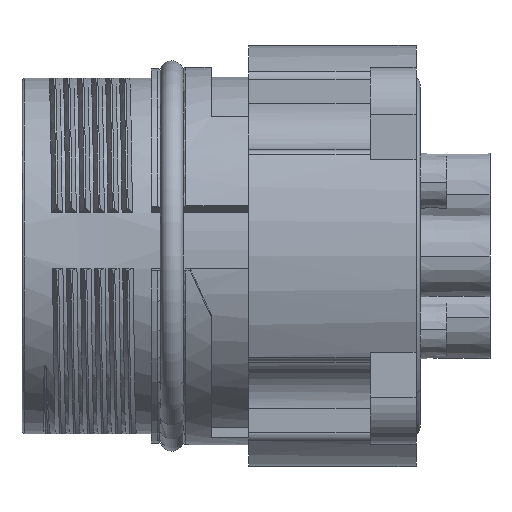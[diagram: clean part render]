
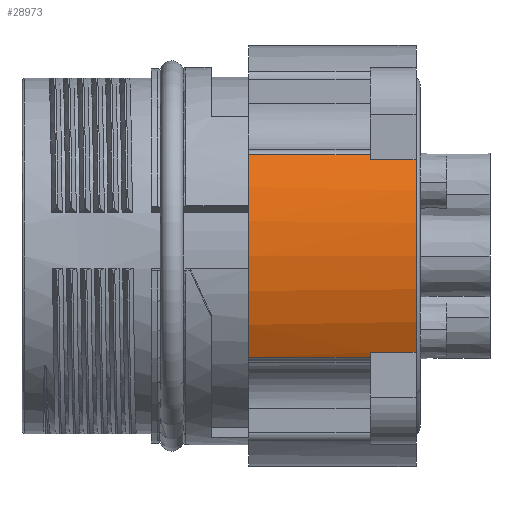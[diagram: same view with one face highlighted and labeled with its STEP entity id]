
A CAD part, left-side view. The second image highlights one B-rep face of the part: STEP entity #28973.
In plain terms, the highlighted cylindrical face has radius 22.5 mm (diameter 45 mm), a partial arc.
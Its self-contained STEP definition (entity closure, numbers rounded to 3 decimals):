
#2682=CARTESIAN_POINT('',(0.,-6.1,0.));
#2683=DIRECTION('',(0.,1.,0.));
#2684=DIRECTION('',(-0.889,0.,-0.458));
#2685=AXIS2_PLACEMENT_3D('',#2682,#2683,#2684);
#3135=CARTESIAN_POINT('',(0.,-1.2,0.));
#3136=DIRECTION('',(0.,1.,0.));
#3137=DIRECTION('',(-0.889,0.,0.458));
#3138=AXIS2_PLACEMENT_3D('',#3135,#3136,#3137);
#3187=DIRECTION('',(0.,-1.,0.));
#3188=VECTOR('',#3187,4.9);
#3189=CARTESIAN_POINT('',(-20.,-1.2,10.308));
#3190=LINE('',#3189,#3188);
#3191=DIRECTION('',(0.,1.,0.));
#3192=VECTOR('',#3191,4.9);
#3193=CARTESIAN_POINT('',(-20.,-6.1,-10.308));
#3194=LINE('',#3193,#3192);
#3195=DIRECTION('',(0.,-1.,0.));
#3196=VECTOR('',#3195,13.);
#3197=CARTESIAN_POINT('',(-19.741,11.8,-10.796));
#3198=LINE('',#3197,#3196);
#3249=CARTESIAN_POINT('',(0.,11.8,0.));
#3250=DIRECTION('',(0.,-1.,0.));
#3251=DIRECTION('',(-0.877,0.,0.48));
#3252=AXIS2_PLACEMENT_3D('',#3249,#3250,#3251);
#3282=CARTESIAN_POINT('',(0.,-1.2,0.));
#3283=DIRECTION('',(0.,1.,0.));
#3284=DIRECTION('',(-0.877,0.,-0.48));
#3285=AXIS2_PLACEMENT_3D('',#3282,#3283,#3284);
#3980=DIRECTION('',(0.,1.,0.));
#3981=VECTOR('',#3980,13.);
#3982=CARTESIAN_POINT('',(-19.741,-1.2,10.796));
#3983=LINE('',#3982,#3981);
#24607=CARTESIAN_POINT('',(-20.,-6.1,-10.308));
#24608=VERTEX_POINT('',#24607);
#24609=CARTESIAN_POINT('',(-20.,-6.1,10.308));
#24610=VERTEX_POINT('',#24609);
#24693=CARTESIAN_POINT('',(-19.741,-1.2,-10.796));
#24694=VERTEX_POINT('',#24693);
#24695=CARTESIAN_POINT('',(-20.,-1.2,-10.308));
#24696=VERTEX_POINT('',#24695);
#24705=CARTESIAN_POINT('',(-20.,-1.2,10.308));
#24706=CARTESIAN_POINT('',(-19.741,-1.2,10.796));
#24707=VERTEX_POINT('',#24705);
#24708=VERTEX_POINT('',#24706);
#24787=CARTESIAN_POINT('',(-19.741,11.8,-10.796));
#24789=VERTEX_POINT('',#24787);
#24807=CARTESIAN_POINT('',(-19.741,11.8,10.796));
#24808=VERTEX_POINT('',#24807);
#28952=CARTESIAN_POINT('',(0.,-6.1,0.));
#28953=DIRECTION('',(0.,1.,0.));
#28954=DIRECTION('',(0.,0.,1.));
#28955=AXIS2_PLACEMENT_3D('',#28952,#28953,#28954);
#28956=CYLINDRICAL_SURFACE('',#28955,22.5);
#28958=ORIENTED_EDGE('',*,*,#28957,.F.);
#28960=ORIENTED_EDGE('',*,*,#28959,.F.);
#28962=ORIENTED_EDGE('',*,*,#28961,.F.);
#28963=ORIENTED_EDGE('',*,*,#28926,.F.);
#28965=ORIENTED_EDGE('',*,*,#28964,.T.);
#28966=ORIENTED_EDGE('',*,*,#28580,.F.);
#28968=ORIENTED_EDGE('',*,*,#28967,.T.);
#28970=ORIENTED_EDGE('',*,*,#28969,.F.);
#28971=EDGE_LOOP('',(#28958,#28960,#28962,#28963,#28965,#28966,#28968,#28970));
#28972=FACE_OUTER_BOUND('',#28971,.F.);
#28973=ADVANCED_FACE('',(#28972),#28956,.T.);
#2686=CIRCLE('',#2685,22.5);
#3139=CIRCLE('',#3138,22.5);
#3253=CIRCLE('',#3252,22.5);
#3286=CIRCLE('',#3285,22.5);
#28580=EDGE_CURVE('',#24608,#24610,#2686,.T.);
#28926=EDGE_CURVE('',#24707,#24708,#3139,.T.);
#28957=EDGE_CURVE('',#24789,#24694,#3198,.T.);
#28959=EDGE_CURVE('',#24808,#24789,#3253,.T.);
#28961=EDGE_CURVE('',#24708,#24808,#3983,.T.);
#28964=EDGE_CURVE('',#24707,#24610,#3190,.T.);
#28967=EDGE_CURVE('',#24608,#24696,#3194,.T.);
#28969=EDGE_CURVE('',#24694,#24696,#3286,.T.);
